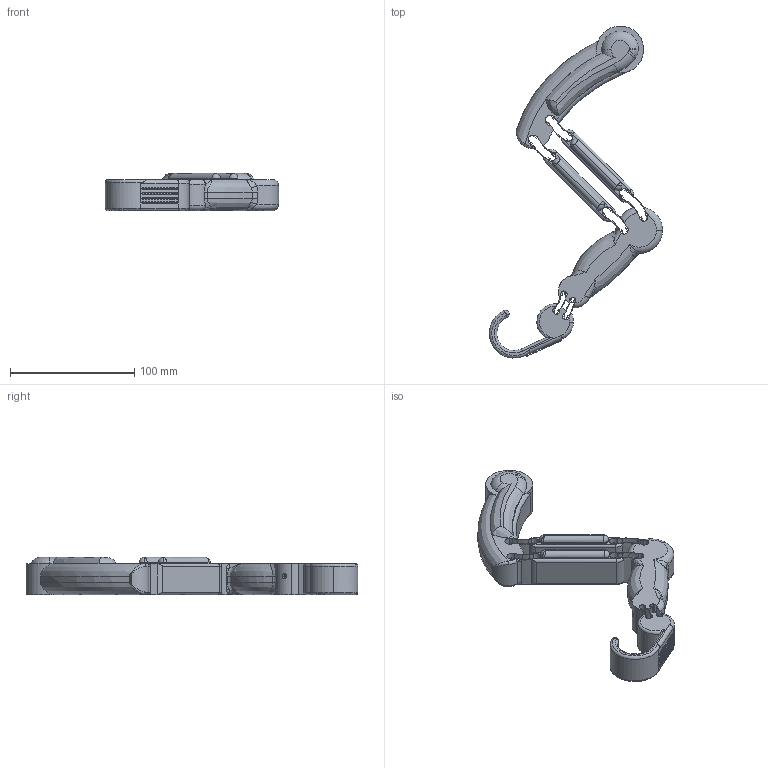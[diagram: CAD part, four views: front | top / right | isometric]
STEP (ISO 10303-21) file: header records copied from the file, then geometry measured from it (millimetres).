
FILE_DESCRIPTION (( 'STEP AP214' ), '1' );
FILE_NAME ('leg_test.STEP', '2015-06-09T03:38:49', ( '' ), ( '' ), 'SwSTEP 2.0', 'SolidWorks 2013', '' );
FILE_SCHEMA (( 'AUTOMOTIVE_DESIGN' ));
Length unit declared in the file: millimetre
Products named in the file (1): leg_test
Bounding box: 139.4 x 267.12 x 30 mm (x, y, z)
Volume: 229491.4 mm3; surface area: 60365.1 mm2
Topology: 1 solids, 1 shells, 606 faces, 1565 edges, 1012 vertices
Faces by surface type: plane 287, cylinder 186, bspline 80, torus 53
Entity records: 23415 total; most frequent: CARTESIAN_POINT 8910, ORIENTED_EDGE 3112, DIRECTION 2867, EDGE_CURVE 1556, AXIS2_PLACEMENT_3D 1026, VERTEX_POINT 1012, VECTOR 815, LINE 815
